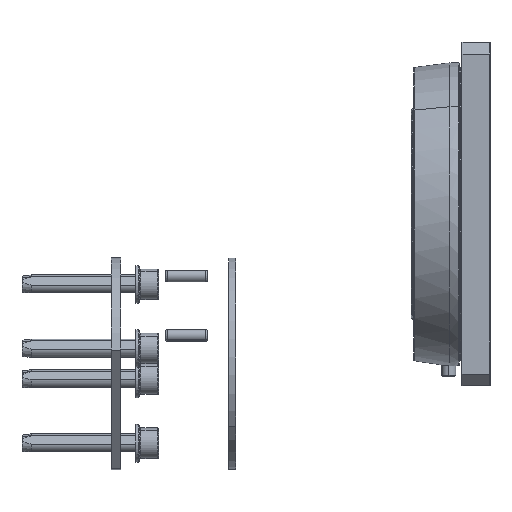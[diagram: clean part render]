
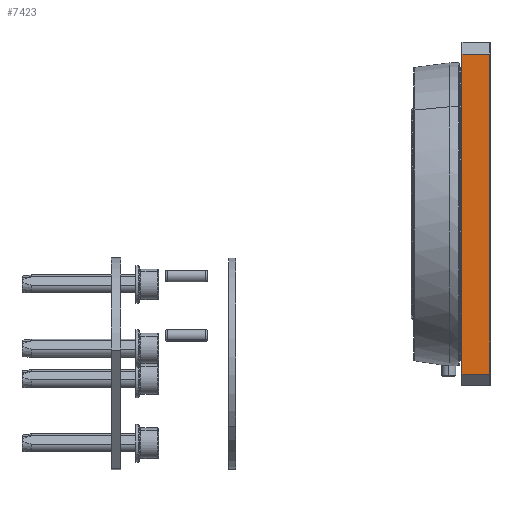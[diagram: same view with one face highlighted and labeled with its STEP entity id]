
A CAD part, left-side view. The second image highlights one B-rep face of the part: STEP entity #7423.
In plain terms, the highlighted planar face has unit normal (-1, 0, 0).
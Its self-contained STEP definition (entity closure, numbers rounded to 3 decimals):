
#2844 = PLANE ( 'NONE',  #2845 ) ;
#2845 = AXIS2_PLACEMENT_3D ( 'NONE', #3042, #3041, #3040 ) ;
#2846 = FACE_OUTER_BOUND ( 'NONE', #7113, .T. ) ;
#3040 = DIRECTION ( 'NONE',  ( 0., 0., 1. ) ) ;
#3041 = DIRECTION ( 'NONE',  ( -1., 0., 0. ) ) ;
#3042 = CARTESIAN_POINT ( 'NONE',  ( -73., -12., 73. ) ) ;
#7113 = EDGE_LOOP ( 'NONE', ( #7114, #7118, #7121, #7124 ) ) ;
#7114 = ORIENTED_EDGE ( 'NONE', *, *, #7115, .T. ) ;
#7115 = EDGE_CURVE ( 'NONE', #7116, #7117, #12036, .T. ) ;
#7116 = VERTEX_POINT ( 'NONE', #12032 ) ;
#7117 = VERTEX_POINT ( 'NONE', #12031 ) ;
#7118 = ORIENTED_EDGE ( 'NONE', *, *, #7119, .T. ) ;
#7119 = EDGE_CURVE ( 'NONE', #7117, #7120, #12030, .T. ) ;
#7120 = VERTEX_POINT ( 'NONE', #12026 ) ;
#7121 = ORIENTED_EDGE ( 'NONE', *, *, #7122, .T. ) ;
#7122 = EDGE_CURVE ( 'NONE', #7120, #7123, #12025, .T. ) ;
#7123 = VERTEX_POINT ( 'NONE', #12021 ) ;
#7124 = ORIENTED_EDGE ( 'NONE', *, *, #7125, .T. ) ;
#7125 = EDGE_CURVE ( 'NONE', #7123, #7116, #12020, .T. ) ;
#7423 = ADVANCED_FACE ( 'NONE', ( #2846 ), #2844, .T. ) ;
#12017 = DIRECTION ( 'NONE',  ( 0., 0., -1. ) ) ;
#12018 = VECTOR ( 'NONE', #12017, 1000. ) ;
#12019 = CARTESIAN_POINT ( 'NONE',  ( -73., -0.1, -68. ) ) ;
#12020 = LINE ( 'NONE', #12019, #12018 ) ;
#12021 = CARTESIAN_POINT ( 'NONE',  ( -73., -0.1, 67.959 ) ) ;
#12022 = DIRECTION ( 'NONE',  ( 0., 1., 0. ) ) ;
#12023 = VECTOR ( 'NONE', #12022, 1000. ) ;
#12024 = CARTESIAN_POINT ( 'NONE',  ( -73., -12., 67.959 ) ) ;
#12025 = LINE ( 'NONE', #12024, #12023 ) ;
#12026 = CARTESIAN_POINT ( 'NONE',  ( -73., -11.9, 67.959 ) ) ;
#12027 = DIRECTION ( 'NONE',  ( 0., 0., 1. ) ) ;
#12028 = VECTOR ( 'NONE', #12027, 1000. ) ;
#12029 = CARTESIAN_POINT ( 'NONE',  ( -73., -11.9, 73. ) ) ;
#12030 = LINE ( 'NONE', #12029, #12028 ) ;
#12031 = CARTESIAN_POINT ( 'NONE',  ( -73., -11.9, -67.959 ) ) ;
#12032 = CARTESIAN_POINT ( 'NONE',  ( -73., -0.1, -67.959 ) ) ;
#12033 = DIRECTION ( 'NONE',  ( 0., -1., 0. ) ) ;
#12034 = VECTOR ( 'NONE', #12033, 1000. ) ;
#12035 = CARTESIAN_POINT ( 'NONE',  ( -73., -12., -67.959 ) ) ;
#12036 = LINE ( 'NONE', #12035, #12034 ) ;
